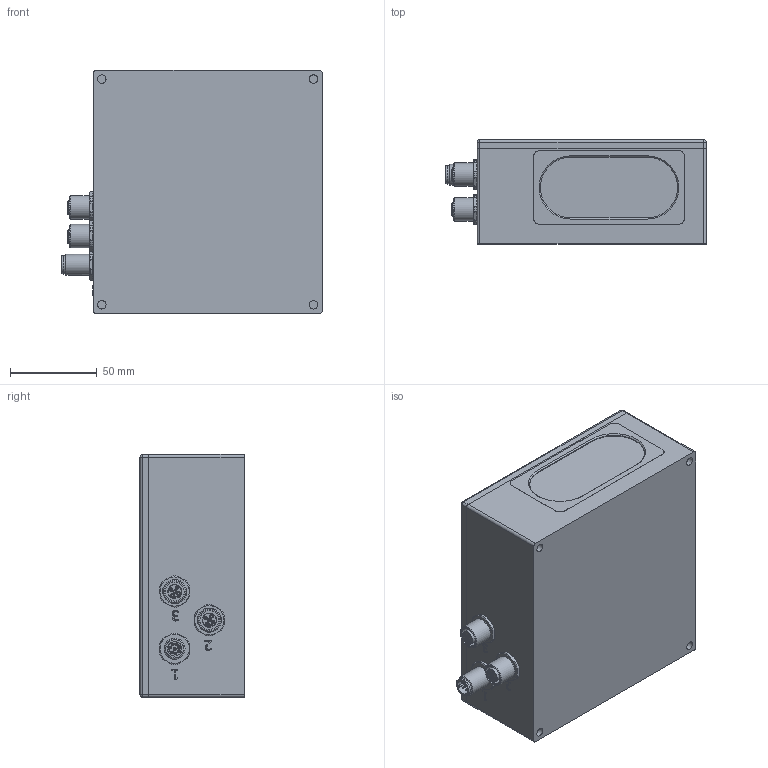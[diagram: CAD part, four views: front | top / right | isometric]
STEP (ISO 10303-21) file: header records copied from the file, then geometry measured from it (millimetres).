
FILE_DESCRIPTION(/* description */ ('Alibre Inc.'),/* implementation_level */ '2;1');
FILE_NAME(/* name */ 'export-337F4FC2-8552-4A20-A68F-3BA3E937E324',/* time_stamp */ '2021-11-15T13:53:35+01:00',/* author */ (''),/* organization */ (''),/* preprocessor_version */ 'ST-DEVELOPER v17',/* originating_system */ 'Alibre',/* authorisation */ '');
FILE_SCHEMA (('AUTOMOTIVE_DESIGN'));
Length unit declared in the file: centimetre
Products named in the file (24): 61-1522-00; 7000-17161-9030020; Murr 7000-17161; 7000-13561-9020020; Murr 7000-13561; E1142067; ISO 7380 - 1 M3 x6; 61-1524-00; UBG-VLM60-03; 61-1523-00; LU PLPSK3-C-9,0-F; 00000822900; ISO 7380 - 1 M3x8; ISO 10642 M3X10
Bounding box: 150.02 x 60.05 x 140.1 mm (x, y, z)
Volume: 349938.2 mm3; surface area: 168453.9 mm2
Topology: 47 solids, 47 shells, 1641 faces, 4298 edges, 2859 vertices
Faces by surface type: bspline 594, plane 554, cylinder 316, cone 123, torus 40, sphere 14
Full cylindrical faces by diameter (mm): 0.82 x8, 1.1 x20, 1.4 x18, 1.7 x8, 2 x14, 2.459 x8, 2.9 x1, 3 x13, 3.2 x4, 3.3 x1, 4.134 x3, 4.917 x8, 6 x4, 6.05 x4, 8.3 x1, 10.3 x2, 10.7 x1, 10.917 x2, 12 x1, 12.2 x2, 13 x3, 13.5 x2, 14.376 x3
Entity records: 41826 total; most frequent: CARTESIAN_POINT 12893, ORIENTED_EDGE 6738, DIRECTION 3622, EDGE_CURVE 3369, VERTEX_POINT 2300, FACE_BOUND 1521, EDGE_LOOP 1519, VECTOR 1441
